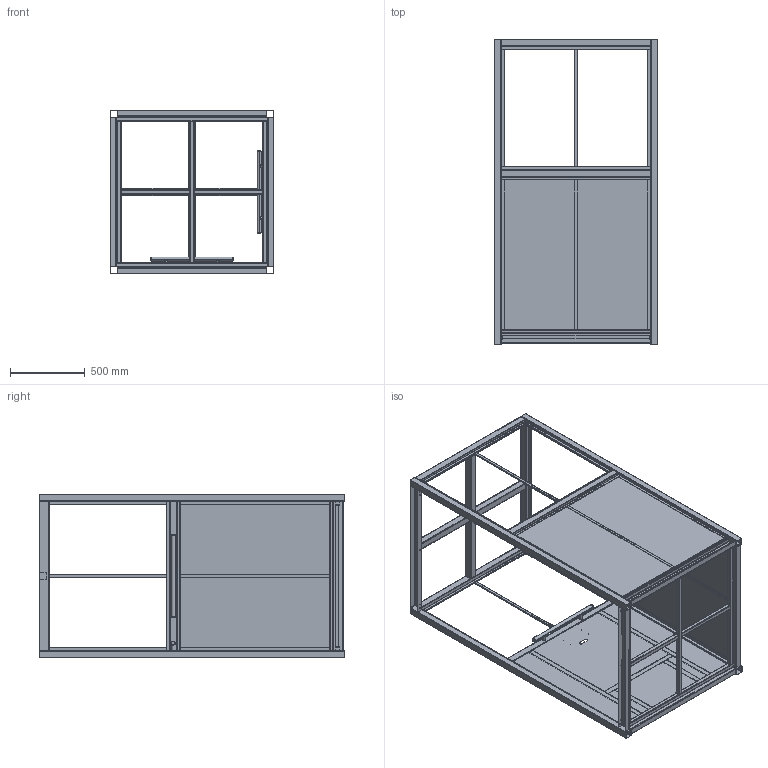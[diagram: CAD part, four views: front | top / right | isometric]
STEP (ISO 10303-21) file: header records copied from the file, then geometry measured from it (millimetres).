
FILE_DESCRIPTION (( 'STEP AP203' ), '1' );
FILE_NAME ('m.asns-kbn-ss-00.STEP', '2025-08-20T14:14:45', ( '' ), ( '' ), 'SwSTEP 2.0', 'SolidWorks 2024', '' );
FILE_SCHEMA (( 'CONFIG_CONTROL_DESIGN' ));
Length unit declared in the file: millimetre
Products named in the file (10): asns-kbn-ss-02-01_df; asns-kbn-ss-01-04_df; asns-kbn-ss-01-01_df; asns-kbn-ss-02-03_df; asns-kbn-ss-01-04_kp; asns-kbn-ss-01-03_df; asns-kbn-ss-02-02_df; asns-kbn-ss-02-04_df; m.asns-kbn-ss-00; asns-kbn-ss-04-01_df
Assembly tree (17 placements, depth 2):
  m.asns-kbn-ss-00
    asns-kbn-ss-01-01_df
    asns-kbn-ss-01-04_df  x3
    asns-kbn-ss-01-04_kp  x2
    asns-kbn-ss-01-03_df
    asns-kbn-ss-02-01_df  x3
    asns-kbn-ss-02-02_df  x2
    asns-kbn-ss-02-03_df  x2
    asns-kbn-ss-02-04_df
    asns-kbn-ss-04-01_df  x2
Bounding box: 1100 x 2050 x 1100 mm (x, y, z)
Volume: 16493725.4 mm3; surface area: 18577611 mm2
Topology: 68 solids, 68 shells, 1149 faces, 2955 edges, 1938 vertices
Faces by surface type: plane 658, cylinder 491
Entity records: 25527 total; most frequent: CARTESIAN_POINT 4558, DIRECTION 4205, ORIENTED_EDGE 4026, EDGE_CURVE 2013, AXIS2_PLACEMENT_3D 1425, VECTOR 1355, LINE 1355, VERTEX_POINT 1326
